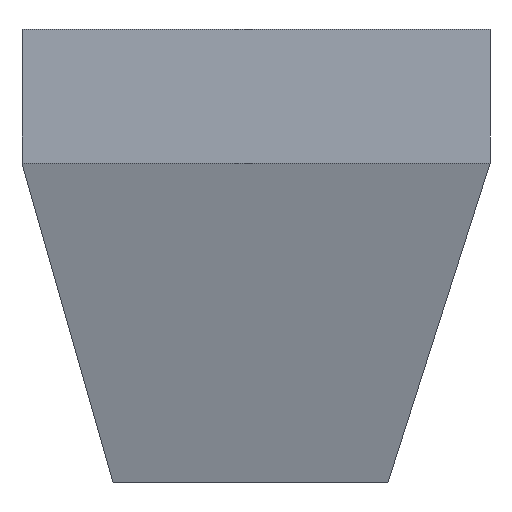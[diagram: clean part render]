
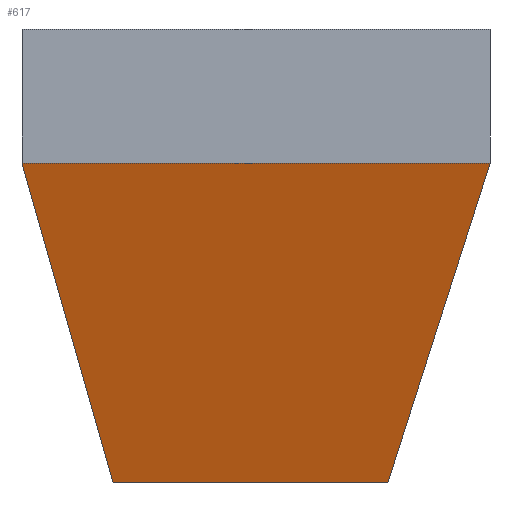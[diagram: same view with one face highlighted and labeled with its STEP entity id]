
A CAD part, front view. The second image highlights one B-rep face of the part: STEP entity #617.
In plain terms, the highlighted planar face has unit normal (0, -0.957, -0.289).
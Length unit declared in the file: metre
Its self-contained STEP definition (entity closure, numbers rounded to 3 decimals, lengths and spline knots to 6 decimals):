
#70=ORIENTED_EDGE('',*,*,#222,.T.);
#71=ORIENTED_EDGE('',*,*,#224,.F.);
#72=ORIENTED_EDGE('',*,*,#217,.F.);
#73=ORIENTED_EDGE('',*,*,#225,.T.);
#217=EDGE_CURVE('',#293,#291,#349,.T.);
#222=EDGE_CURVE('',#297,#296,#354,.T.);
#224=EDGE_CURVE('',#291,#296,#356,.T.);
#225=EDGE_CURVE('',#293,#297,#357,.T.);
#291=VERTEX_POINT('',#929);
#293=VERTEX_POINT('',#933);
#296=VERTEX_POINT('',#943);
#297=VERTEX_POINT('',#945);
#349=LINE('',#934,#417);
#354=LINE('',#944,#422);
#356=LINE('',#948,#424);
#357=LINE('',#949,#425);
#417=VECTOR('',#753,1.);
#422=VECTOR('',#762,1.);
#424=VECTOR('',#766,1.);
#425=VECTOR('',#767,1.);
#475=EDGE_LOOP('',(#70,#71,#72,#73));
#533=FACE_BOUND('',#475,.T.);
#586=PLANE('',#671);
#617=ADVANCED_FACE('',(#533),#586,.T.);
#671=AXIS2_PLACEMENT_3D('',#947,#764,#765);
#753=DIRECTION('',(-0.292,0.277,-0.915));
#762=DIRECTION('',(0.263,0.279,-0.923));
#764=DIRECTION('',(0.,-0.957,-0.289));
#765=DIRECTION('',(0.,0.289,-0.957));
#766=DIRECTION('',(-1.,0.,0.));
#767=DIRECTION('',(-1.,0.,0.));
#929=CARTESIAN_POINT('',(0.0185,-0.007,0.));
#933=CARTESIAN_POINT('',(0.032236,-0.02,0.043));
#934=CARTESIAN_POINT('',(0.032236,-0.02,0.043));
#943=CARTESIAN_POINT('',(-0.0185,-0.007,0.));
#944=CARTESIAN_POINT('',(-0.030764,-0.02,0.043));
#945=CARTESIAN_POINT('',(-0.030764,-0.02,0.043));
#947=CARTESIAN_POINT('',(0.,-0.006414,-0.001939));
#948=CARTESIAN_POINT('',(0.,-0.007,0.));
#949=CARTESIAN_POINT('',(0.000736,-0.02,0.043));
